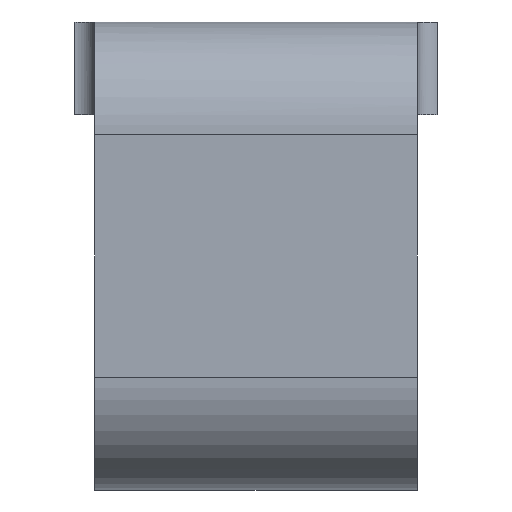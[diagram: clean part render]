
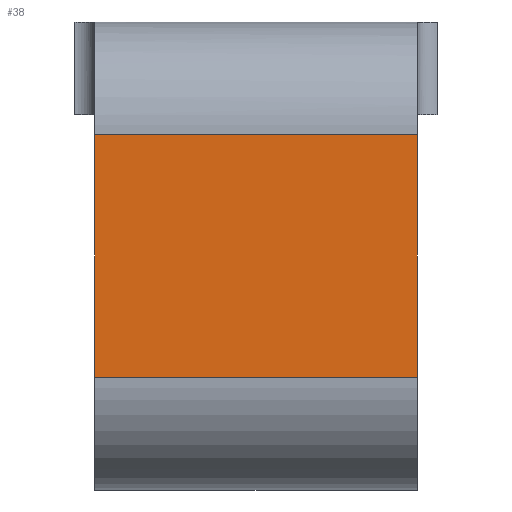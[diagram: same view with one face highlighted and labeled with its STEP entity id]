
A CAD part, left-side view. The second image highlights one B-rep face of the part: STEP entity #38.
In plain terms, the highlighted free-form (B-spline) face has degree [2, 1] with [3, 2] control points.
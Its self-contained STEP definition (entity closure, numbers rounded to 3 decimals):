
#38=ADVANCED_FACE('',(#78),#1386,.T.);
#78=FACE_OUTER_BOUND('',#118,.T.);
#118=EDGE_LOOP('',(#216,#217,#218,#219));
#216=ORIENTED_EDGE('',*,*,#1177,.T.);
#217=ORIENTED_EDGE('',*,*,#1151,.F.);
#218=ORIENTED_EDGE('',*,*,#1174,.F.);
#219=ORIENTED_EDGE('',*,*,#1178,.T.);
#397=PCURVE('',#1403,#609);
#424=PCURVE('',#1385,#636);
#428=PCURVE('',#1386,#640);
#429=PCURVE('',#1386,#641);
#430=PCURVE('',#1386,#642);
#431=PCURVE('',#1386,#643);
#435=PCURVE('',#1387,#647);
#530=PCURVE('',#1407,#742);
#609=DEFINITIONAL_REPRESENTATION('',(#826),#2528);
#636=DEFINITIONAL_REPRESENTATION('',(#859),#2528);
#640=DEFINITIONAL_REPRESENTATION('',(#863),#2528);
#641=DEFINITIONAL_REPRESENTATION('',(#864),#2528);
#642=DEFINITIONAL_REPRESENTATION('',(#865),#2528);
#643=DEFINITIONAL_REPRESENTATION('',(#866),#2528);
#647=DEFINITIONAL_REPRESENTATION('',(#870),#2528);
#742=DEFINITIONAL_REPRESENTATION('',(#968),#2528);
#826=B_SPLINE_CURVE_WITH_KNOTS('',3,(#1923,#1924,#1925,#1926),
 .UNSPECIFIED.,.F.,.F.,(4,4),(-4.599,-3.999),
 .UNSPECIFIED.);
#859=B_SPLINE_CURVE_WITH_KNOTS('',1,(#2057,#2058),.UNSPECIFIED.,.F.,.F.,
(2,2),(0.05,0.85),.UNSPECIFIED.);
#863=B_SPLINE_CURVE_WITH_KNOTS('',1,(#2072,#2073),.UNSPECIFIED.,.F.,.F.,
(2,2),(0.05,0.85),.UNSPECIFIED.);
#864=B_SPLINE_CURVE_WITH_KNOTS('',1,(#2074,#2075),.UNSPECIFIED.,.F.,.F.,
(2,2),(-4.599,-3.999),.UNSPECIFIED.);
#865=B_SPLINE_CURVE_WITH_KNOTS('',1,(#2076,#2077),.UNSPECIFIED.,.F.,.F.,
(2,2),(0.05,0.85),.UNSPECIFIED.);
#866=B_SPLINE_CURVE_WITH_KNOTS('',1,(#2081,#2082),.UNSPECIFIED.,.F.,.F.,
(2,2),(-4.599,-3.999),.UNSPECIFIED.);
#870=B_SPLINE_CURVE_WITH_KNOTS('',1,(#2091,#2092),.UNSPECIFIED.,.F.,.F.,
(2,2),(0.05,0.85),.UNSPECIFIED.);
#968=B_SPLINE_CURVE_WITH_KNOTS('',3,(#2407,#2408,#2409,#2410),
 .UNSPECIFIED.,.F.,.F.,(4,4),(-4.599,-3.999),
 .UNSPECIFIED.);
#1045=SURFACE_CURVE('',#1252,(#397,#429),.PCURVE_S1.);
#1068=SURFACE_CURVE('',#1269,(#424,#430),.PCURVE_S1.);
#1071=SURFACE_CURVE('',#1272,(#428,#435),.PCURVE_S1.);
#1072=SURFACE_CURVE('',#1273,(#431,#530),.PCURVE_S1.);
#1151=EDGE_CURVE('',#1310,#1312,#1045,.T.);
#1174=EDGE_CURVE('',#1340,#1310,#1068,.T.);
#1177=EDGE_CURVE('',#1342,#1312,#1071,.T.);
#1178=EDGE_CURVE('',#1340,#1342,#1072,.T.);
#1252=(
BOUNDED_CURVE()
B_SPLINE_CURVE(2,(#1920,#1921,#1922),.UNSPECIFIED.,.F.,.F.)
B_SPLINE_CURVE_WITH_KNOTS((3,3),(-4.599,-3.999),
 .UNSPECIFIED.)
CURVE()
GEOMETRIC_REPRESENTATION_ITEM()
RATIONAL_B_SPLINE_CURVE((1.,1.,1.))
REPRESENTATION_ITEM('')
);
#1269=(
BOUNDED_CURVE()
B_SPLINE_CURVE(1,(#2055,#2056),.UNSPECIFIED.,.F.,.F.)
B_SPLINE_CURVE_WITH_KNOTS((2,2),(0.05,0.85),.UNSPECIFIED.)
CURVE()
GEOMETRIC_REPRESENTATION_ITEM()
RATIONAL_B_SPLINE_CURVE((1.,1.))
REPRESENTATION_ITEM('')
);
#1272=(
BOUNDED_CURVE()
B_SPLINE_CURVE(1,(#2070,#2071),.UNSPECIFIED.,.F.,.F.)
B_SPLINE_CURVE_WITH_KNOTS((2,2),(0.05,0.85),.UNSPECIFIED.)
CURVE()
GEOMETRIC_REPRESENTATION_ITEM()
RATIONAL_B_SPLINE_CURVE((1.,1.))
REPRESENTATION_ITEM('')
);
#1273=(
BOUNDED_CURVE()
B_SPLINE_CURVE(2,(#2078,#2079,#2080),.UNSPECIFIED.,.F.,.F.)
B_SPLINE_CURVE_WITH_KNOTS((3,3),(-4.599,-3.999),
 .UNSPECIFIED.)
CURVE()
GEOMETRIC_REPRESENTATION_ITEM()
RATIONAL_B_SPLINE_CURVE((1.,1.,1.))
REPRESENTATION_ITEM('')
);
#1310=VERTEX_POINT('',#1635);
#1312=VERTEX_POINT('',#1637);
#1340=VERTEX_POINT('',#1665);
#1342=VERTEX_POINT('',#1667);
#1385=(
BOUNDED_SURFACE()
B_SPLINE_SURFACE(2,1,((#1454,#1455),(#1456,#1457),(#1458,#1459)),
 .UNSPECIFIED.,.F.,.F.,.F.)
B_SPLINE_SURFACE_WITH_KNOTS((3,3),(2,2),(-5.039,-4.599),
(0.,0.9),.UNSPECIFIED.)
GEOMETRIC_REPRESENTATION_ITEM()
RATIONAL_B_SPLINE_SURFACE(((1.,1.),(0.707,0.707),
(1.,1.)))
REPRESENTATION_ITEM('')
SURFACE()
);
#1386=(
BOUNDED_SURFACE()
B_SPLINE_SURFACE(2,1,((#1460,#1461),(#1462,#1463),(#1464,#1465)),
 .UNSPECIFIED.,.F.,.F.,.F.)
B_SPLINE_SURFACE_WITH_KNOTS((3,3),(2,2),(-4.599,-3.999),
(0.,0.9),.UNSPECIFIED.)
GEOMETRIC_REPRESENTATION_ITEM()
RATIONAL_B_SPLINE_SURFACE(((1.,1.),(1.,1.),(1.,1.)))
REPRESENTATION_ITEM('')
SURFACE()
);
#1387=(
BOUNDED_SURFACE()
B_SPLINE_SURFACE(2,1,((#1466,#1467),(#1468,#1469),(#1470,#1471)),
 .UNSPECIFIED.,.F.,.F.,.F.)
B_SPLINE_SURFACE_WITH_KNOTS((3,3),(2,2),(-3.999,-3.56),
(0.,0.9),.UNSPECIFIED.)
GEOMETRIC_REPRESENTATION_ITEM()
RATIONAL_B_SPLINE_SURFACE(((1.,1.),(0.707,0.707),
(1.,1.)))
REPRESENTATION_ITEM('')
SURFACE()
);
#1403=(
BOUNDED_SURFACE()
B_SPLINE_SURFACE(1,2,((#1562,#1563,#1564),(#1565,#1566,#1567)),
 .UNSPECIFIED.,.F.,.F.,.F.)
B_SPLINE_SURFACE_WITH_KNOTS((2,2),(3,3),(0.,1.47),(3.687,4.237),
 .UNSPECIFIED.)
GEOMETRIC_REPRESENTATION_ITEM()
RATIONAL_B_SPLINE_SURFACE(((1.,1.,1.),(1.,1.,1.)))
REPRESENTATION_ITEM('')
SURFACE()
);
#1407=(
BOUNDED_SURFACE()
B_SPLINE_SURFACE(2,1,((#1587,#1588),(#1589,#1590),(#1591,#1592)),
 .UNSPECIFIED.,.F.,.F.,.F.)
B_SPLINE_SURFACE_WITH_KNOTS((3,3),(2,2),(3.687,4.237),
(0.,1.47),.UNSPECIFIED.)
GEOMETRIC_REPRESENTATION_ITEM()
RATIONAL_B_SPLINE_SURFACE(((1.,1.),(1.,1.),(1.,1.)))
REPRESENTATION_ITEM('')
SURFACE()
);
#1454=CARTESIAN_POINT('',(-0.49,-0.45,0.));
#1455=CARTESIAN_POINT('',(-0.49,0.45,0.));
#1456=CARTESIAN_POINT('',(-0.77,-0.45,0.));
#1457=CARTESIAN_POINT('',(-0.77,0.45,0.));
#1458=CARTESIAN_POINT('',(-0.77,-0.45,0.28));
#1459=CARTESIAN_POINT('',(-0.77,0.45,0.28));
#1460=CARTESIAN_POINT('',(-0.77,-0.45,0.28));
#1461=CARTESIAN_POINT('',(-0.77,0.45,0.28));
#1462=CARTESIAN_POINT('',(-0.77,-0.45,0.58));
#1463=CARTESIAN_POINT('',(-0.77,0.45,0.58));
#1464=CARTESIAN_POINT('',(-0.77,-0.45,0.88));
#1465=CARTESIAN_POINT('',(-0.77,0.45,0.88));
#1466=CARTESIAN_POINT('',(-0.77,-0.45,0.88));
#1467=CARTESIAN_POINT('',(-0.77,0.45,0.88));
#1468=CARTESIAN_POINT('',(-0.77,-0.45,1.16));
#1469=CARTESIAN_POINT('',(-0.77,0.45,1.16));
#1470=CARTESIAN_POINT('',(-0.49,-0.45,1.16));
#1471=CARTESIAN_POINT('',(-0.49,0.45,1.16));
#1562=CARTESIAN_POINT('',(-0.97,0.4,0.));
#1563=CARTESIAN_POINT('',(-0.695,0.4,0.));
#1564=CARTESIAN_POINT('',(-0.42,0.4,0.));
#1565=CARTESIAN_POINT('',(-0.97,0.4,1.47));
#1566=CARTESIAN_POINT('',(-0.695,0.4,1.47));
#1567=CARTESIAN_POINT('',(-0.42,0.4,1.47));
#1587=CARTESIAN_POINT('',(-0.97,-0.4,0.));
#1588=CARTESIAN_POINT('',(-0.97,-0.4,1.47));
#1589=CARTESIAN_POINT('',(-0.695,-0.4,0.));
#1590=CARTESIAN_POINT('',(-0.695,-0.4,1.47));
#1591=CARTESIAN_POINT('',(-0.42,-0.4,0.));
#1592=CARTESIAN_POINT('',(-0.42,-0.4,1.47));
#1635=CARTESIAN_POINT('',(-0.77,0.4,0.28));
#1637=CARTESIAN_POINT('',(-0.77,0.4,0.88));
#1665=CARTESIAN_POINT('',(-0.77,-0.4,0.28));
#1667=CARTESIAN_POINT('',(-0.77,-0.4,0.88));
#1920=CARTESIAN_POINT('',(-0.77,0.4,0.28));
#1921=CARTESIAN_POINT('',(-0.77,0.4,0.58));
#1922=CARTESIAN_POINT('',(-0.77,0.4,0.88));
#1923=CARTESIAN_POINT('',(0.28,3.887));
#1924=CARTESIAN_POINT('',(0.48,3.887));
#1925=CARTESIAN_POINT('',(0.68,3.887));
#1926=CARTESIAN_POINT('',(0.88,3.887));
#2055=CARTESIAN_POINT('',(-0.77,-0.4,0.28));
#2056=CARTESIAN_POINT('',(-0.77,0.4,0.28));
#2057=CARTESIAN_POINT('',(-4.599,0.05));
#2058=CARTESIAN_POINT('',(-4.599,0.85));
#2070=CARTESIAN_POINT('',(-0.77,-0.4,0.88));
#2071=CARTESIAN_POINT('',(-0.77,0.4,0.88));
#2072=CARTESIAN_POINT('',(-3.999,0.05));
#2073=CARTESIAN_POINT('',(-3.999,0.85));
#2074=CARTESIAN_POINT('',(-4.599,0.85));
#2075=CARTESIAN_POINT('',(-3.999,0.85));
#2076=CARTESIAN_POINT('',(-4.599,0.05));
#2077=CARTESIAN_POINT('',(-4.599,0.85));
#2078=CARTESIAN_POINT('',(-0.77,-0.4,0.28));
#2079=CARTESIAN_POINT('',(-0.77,-0.4,0.58));
#2080=CARTESIAN_POINT('',(-0.77,-0.4,0.88));
#2081=CARTESIAN_POINT('',(-4.599,0.05));
#2082=CARTESIAN_POINT('',(-3.999,0.05));
#2091=CARTESIAN_POINT('',(-3.999,0.05));
#2092=CARTESIAN_POINT('',(-3.999,0.85));
#2407=CARTESIAN_POINT('',(3.887,0.28));
#2408=CARTESIAN_POINT('',(3.887,0.48));
#2409=CARTESIAN_POINT('',(3.887,0.68));
#2410=CARTESIAN_POINT('',(3.887,0.88));
#2528=(
GEOMETRIC_REPRESENTATION_CONTEXT(2)
PARAMETRIC_REPRESENTATION_CONTEXT()
REPRESENTATION_CONTEXT('pspace','')
);
